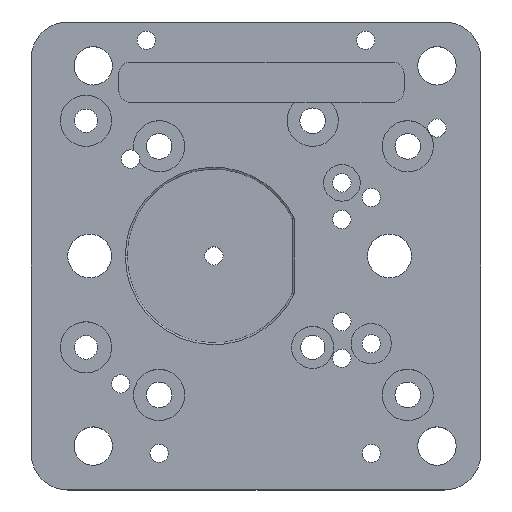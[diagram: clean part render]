
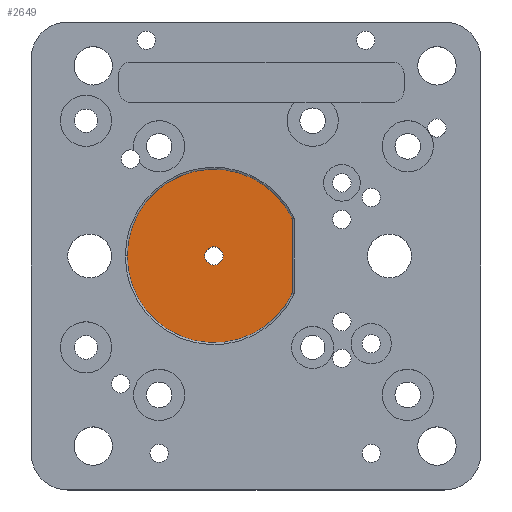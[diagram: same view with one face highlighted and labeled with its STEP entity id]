
A CAD part, top view. The second image highlights one B-rep face of the part: STEP entity #2649.
In plain terms, the highlighted planar face has unit normal (0, 0, 1).
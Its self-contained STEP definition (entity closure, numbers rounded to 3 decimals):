
#60 = LINE ( 'NONE', #1223, #1626 ) ;
#83 = CIRCLE ( 'NONE', #1509, 1.25 ) ;
#162 = ORIENTED_EDGE ( 'NONE', *, *, #1473, .F. ) ;
#249 = EDGE_CURVE ( 'NONE', #804, #2209, #1246, .T. ) ;
#386 = DIRECTION ( 'NONE',  ( 1., 0., 0. ) ) ;
#543 = DIRECTION ( 'NONE',  ( 1., 0., 0. ) ) ;
#545 = VERTEX_POINT ( 'NONE', #1205 ) ;
#572 = DIRECTION ( 'NONE',  ( 1., 0., 0. ) ) ;
#581 = EDGE_CURVE ( 'NONE', #2209, #545, #60, .T. ) ;
#604 = DIRECTION ( 'NONE',  ( 1., 0., 0. ) ) ;
#682 = DIRECTION ( 'NONE',  ( 0., 1., 0. ) ) ;
#755 = CARTESIAN_POINT ( 'NONE',  ( -18.875, 0., 2. ) ) ;
#804 = VERTEX_POINT ( 'NONE', #755 ) ;
#826 = DIRECTION ( 'NONE',  ( 0., 0., 1. ) ) ;
#942 = DIRECTION ( 'NONE',  ( 0., 0., 1. ) ) ;
#1068 = AXIS2_PLACEMENT_3D ( 'NONE', #2032, #826, #572 ) ;
#1205 = CARTESIAN_POINT ( 'NONE',  ( 3.75, 5.045, 2. ) ) ;
#1223 = CARTESIAN_POINT ( 'NONE',  ( 3.75, -5.045, 2. ) ) ;
#1246 = CIRCLE ( 'NONE', #1689, 11.875 ) ;
#1359 = CARTESIAN_POINT ( 'NONE',  ( -8.25, 0., 2. ) ) ;
#1361 = ORIENTED_EDGE ( 'NONE', *, *, #1728, .T. ) ;
#1473 = EDGE_CURVE ( 'NONE', #1483, #2446, #2946, .T. ) ;
#1483 = VERTEX_POINT ( 'NONE', #1498 ) ;
#1484 = CARTESIAN_POINT ( 'NONE',  ( -7., 0., 2. ) ) ;
#1498 = CARTESIAN_POINT ( 'NONE',  ( -5.75, 0., 2. ) ) ;
#1509 = AXIS2_PLACEMENT_3D ( 'NONE', #3140, #3044, #386 ) ;
#1626 = VECTOR ( 'NONE', #682, 1000. ) ;
#1689 = AXIS2_PLACEMENT_3D ( 'NONE', #1905, #942, #3654 ) ;
#1728 = EDGE_CURVE ( 'NONE', #545, #804, #2742, .T. ) ;
#1886 = AXIS2_PLACEMENT_3D ( 'NONE', #1484, #3275, #604 ) ;
#1887 = AXIS2_PLACEMENT_3D ( 'NONE', #2594, #3779, #543 ) ;
#1905 = CARTESIAN_POINT ( 'NONE',  ( -7., 0., 2. ) ) ;
#1988 = FACE_BOUND ( 'NONE', #2722, .T. ) ;
#2032 = CARTESIAN_POINT ( 'NONE',  ( -7., 0., 2. ) ) ;
#2053 = EDGE_CURVE ( 'NONE', #2446, #1483, #83, .T. ) ;
#2209 = VERTEX_POINT ( 'NONE', #3280 ) ;
#2279 = FACE_OUTER_BOUND ( 'NONE', #2591, .T. ) ;
#2446 = VERTEX_POINT ( 'NONE', #1359 ) ;
#2451 = ORIENTED_EDGE ( 'NONE', *, *, #581, .T. ) ;
#2591 = EDGE_LOOP ( 'NONE', ( #1361, #3766, #2451 ) ) ;
#2594 = CARTESIAN_POINT ( 'NONE',  ( -7., 0., 2. ) ) ;
#2649 = ADVANCED_FACE ( 'NONE', ( #2279, #1988 ), #2888, .T. ) ;
#2722 = EDGE_LOOP ( 'NONE', ( #2815, #162 ) ) ;
#2742 = CIRCLE ( 'NONE', #1068, 11.875 ) ;
#2815 = ORIENTED_EDGE ( 'NONE', *, *, #2053, .F. ) ;
#2888 = PLANE ( 'NONE',  #1887 ) ;
#2946 = CIRCLE ( 'NONE', #1886, 1.25 ) ;
#3044 = DIRECTION ( 'NONE',  ( 0., 0., 1. ) ) ;
#3140 = CARTESIAN_POINT ( 'NONE',  ( -7., 0., 2. ) ) ;
#3275 = DIRECTION ( 'NONE',  ( 0., 0., 1. ) ) ;
#3280 = CARTESIAN_POINT ( 'NONE',  ( 3.75, -5.045, 2. ) ) ;
#3654 = DIRECTION ( 'NONE',  ( 1., 0., 0. ) ) ;
#3766 = ORIENTED_EDGE ( 'NONE', *, *, #249, .T. ) ;
#3779 = DIRECTION ( 'NONE',  ( 0., 0., 1. ) ) ;
